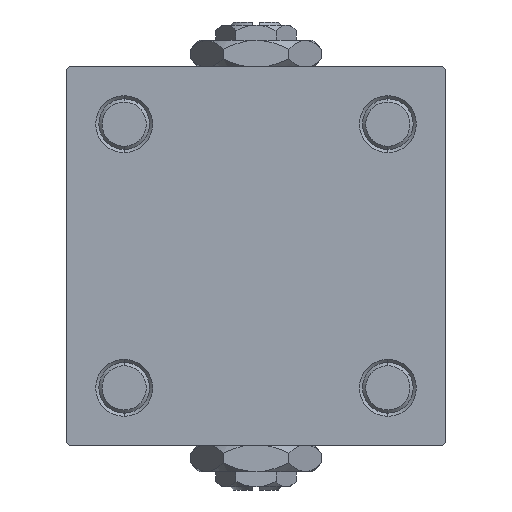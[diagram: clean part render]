
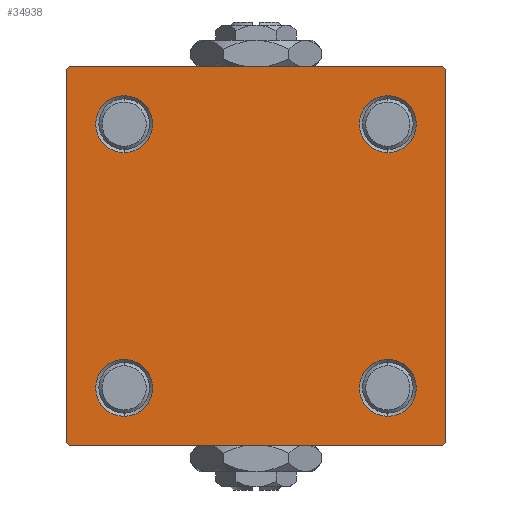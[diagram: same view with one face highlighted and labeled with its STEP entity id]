
A CAD part, left-side view. The second image highlights one B-rep face of the part: STEP entity #34938.
In plain terms, the highlighted planar face has unit normal (-1, 0, 0).
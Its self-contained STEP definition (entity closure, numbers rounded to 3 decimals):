
#968 = PLANE ( 'NONE',  #50113 ) ;
#1227 = CARTESIAN_POINT ( 'NONE',  ( 0., 0., 0. ) ) ;
#1495 = DIRECTION ( 'NONE',  ( 0., 0., 1. ) ) ;
#1496 = LINE ( 'NONE', #33385, #31753 ) ;
#1532 = ORIENTED_EDGE ( 'NONE', *, *, #21101, .T. ) ;
#1633 = CARTESIAN_POINT ( 'NONE',  ( 0., 29.75, 29.75 ) ) ;
#1754 = FACE_BOUND ( 'NONE', #30561, .T. ) ;
#2002 = DIRECTION ( 'NONE',  ( 0., 0., -1. ) ) ;
#2314 = ORIENTED_EDGE ( 'NONE', *, *, #37218, .T. ) ;
#2509 = AXIS2_PLACEMENT_3D ( 'NONE', #5183, #4932, #1495 ) ;
#2714 = DIRECTION ( 'NONE',  ( 1., 0., 0. ) ) ;
#3274 = CARTESIAN_POINT ( 'NONE',  ( 0., 20.85, 20.85 ) ) ;
#3795 = VERTEX_POINT ( 'NONE', #5272 ) ;
#4430 = CIRCLE ( 'NONE', #31344, 4.5 ) ;
#4932 = DIRECTION ( 'NONE',  ( 1., 0., 0. ) ) ;
#5081 = DIRECTION ( 'NONE',  ( 0., -1., 0. ) ) ;
#5177 = VECTOR ( 'NONE', #46617, 1000. ) ;
#5183 = CARTESIAN_POINT ( 'NONE',  ( 0., 20.85, 20.85 ) ) ;
#5272 = CARTESIAN_POINT ( 'NONE',  ( 0., -20.85, -25.35 ) ) ;
#5448 = FACE_BOUND ( 'NONE', #6334, .T. ) ;
#5741 = VERTEX_POINT ( 'NONE', #26127 ) ;
#6120 = CIRCLE ( 'NONE', #34730, 4.5 ) ;
#6334 = EDGE_LOOP ( 'NONE', ( #51124, #11511 ) ) ;
#6388 = EDGE_LOOP ( 'NONE', ( #22781, #1532, #39810, #40967, #42220, #44182, #30566, #7997 ) ) ;
#6974 = DIRECTION ( 'NONE',  ( 0., 0., 1. ) ) ;
#7325 = LINE ( 'NONE', #23422, #5177 ) ;
#7997 = ORIENTED_EDGE ( 'NONE', *, *, #40041, .T. ) ;
#8021 = VERTEX_POINT ( 'NONE', #12311 ) ;
#8421 = CARTESIAN_POINT ( 'NONE',  ( 0., 30., 29.5 ) ) ;
#8544 = CARTESIAN_POINT ( 'NONE',  ( 0., 20.85, 25.35 ) ) ;
#9675 = EDGE_CURVE ( 'NONE', #45265, #37948, #29072, .T. ) ;
#9695 = DIRECTION ( 'NONE',  ( 0., 0., 1. ) ) ;
#10413 = CARTESIAN_POINT ( 'NONE',  ( 0., 30., -29.5 ) ) ;
#11511 = ORIENTED_EDGE ( 'NONE', *, *, #38447, .T. ) ;
#11644 = LINE ( 'NONE', #32449, #42745 ) ;
#12311 = CARTESIAN_POINT ( 'NONE',  ( 0., -30., -29.5 ) ) ;
#12357 = DIRECTION ( 'NONE',  ( 0., -1., 0. ) ) ;
#12394 = DIRECTION ( 'NONE',  ( 0., 0., 1. ) ) ;
#12556 = VERTEX_POINT ( 'NONE', #13175 ) ;
#13175 = CARTESIAN_POINT ( 'NONE',  ( 0., 29.5, 30. ) ) ;
#13376 = FACE_OUTER_BOUND ( 'NONE', #6388, .T. ) ;
#13400 = DIRECTION ( 'NONE',  ( 1., 0., 0. ) ) ;
#13968 = VECTOR ( 'NONE', #5081, 1000. ) ;
#14434 = VERTEX_POINT ( 'NONE', #25469 ) ;
#14530 = DIRECTION ( 'NONE',  ( 1., 0., 0. ) ) ;
#16478 = AXIS2_PLACEMENT_3D ( 'NONE', #27018, #31222, #6974 ) ;
#16805 = CARTESIAN_POINT ( 'NONE',  ( 0., -20.85, -16.35 ) ) ;
#17705 = EDGE_CURVE ( 'NONE', #44530, #23367, #43740, .T. ) ;
#17831 = FACE_BOUND ( 'NONE', #26176, .T. ) ;
#17884 = CARTESIAN_POINT ( 'NONE',  ( 0., 29.5, -30. ) ) ;
#18003 = CARTESIAN_POINT ( 'NONE',  ( 0., -29.75, 29.75 ) ) ;
#18472 = DIRECTION ( 'NONE',  ( 0., 0., 1. ) ) ;
#18495 = DIRECTION ( 'NONE',  ( 0., 0., 1. ) ) ;
#18927 = VECTOR ( 'NONE', #12357, 1000. ) ;
#19024 = LINE ( 'NONE', #18003, #21742 ) ;
#19718 = LINE ( 'NONE', #35790, #51888 ) ;
#19908 = CIRCLE ( 'NONE', #46855, 4.5 ) ;
#20517 = LINE ( 'NONE', #44754, #18927 ) ;
#20694 = CARTESIAN_POINT ( 'NONE',  ( 0., 20.85, -16.35 ) ) ;
#21101 = EDGE_CURVE ( 'NONE', #43918, #45265, #7325, .T. ) ;
#21667 = DIRECTION ( 'NONE',  ( 1., 0., 0. ) ) ;
#21674 = AXIS2_PLACEMENT_3D ( 'NONE', #42788, #2714, #22773 ) ;
#21742 = VECTOR ( 'NONE', #34075, 1000. ) ;
#22203 = CARTESIAN_POINT ( 'NONE',  ( 0., 20.85, -20.85 ) ) ;
#22533 = VECTOR ( 'NONE', #46168, 1000. ) ;
#22773 = DIRECTION ( 'NONE',  ( 0., 0., 1. ) ) ;
#22781 = ORIENTED_EDGE ( 'NONE', *, *, #51218, .T. ) ;
#23104 = ORIENTED_EDGE ( 'NONE', *, *, #17705, .T. ) ;
#23367 = VERTEX_POINT ( 'NONE', #25940 ) ;
#23422 = CARTESIAN_POINT ( 'NONE',  ( 0., 29.75, -29.75 ) ) ;
#24383 = CARTESIAN_POINT ( 'NONE',  ( 0., -30., 29.5 ) ) ;
#24690 = EDGE_CURVE ( 'NONE', #47012, #5741, #4430, .T. ) ;
#24922 = EDGE_CURVE ( 'NONE', #14434, #39640, #6120, .T. ) ;
#24979 = FACE_BOUND ( 'NONE', #47018, .T. ) ;
#25469 = CARTESIAN_POINT ( 'NONE',  ( 0., 20.85, -25.35 ) ) ;
#25940 = CARTESIAN_POINT ( 'NONE',  ( 0., 20.85, 16.35 ) ) ;
#26127 = CARTESIAN_POINT ( 'NONE',  ( 0., -20.85, 16.35 ) ) ;
#26176 = EDGE_LOOP ( 'NONE', ( #41588, #28797 ) ) ;
#27018 = CARTESIAN_POINT ( 'NONE',  ( 0., -20.85, -20.85 ) ) ;
#27084 = CARTESIAN_POINT ( 'NONE',  ( 0., -29.5, -30. ) ) ;
#27093 = CARTESIAN_POINT ( 'NONE',  ( 0., -20.85, 25.35 ) ) ;
#27384 = CIRCLE ( 'NONE', #16478, 4.5 ) ;
#27432 = AXIS2_PLACEMENT_3D ( 'NONE', #3274, #35421, #30458 ) ;
#28229 = ORIENTED_EDGE ( 'NONE', *, *, #33128, .T. ) ;
#28519 = DIRECTION ( 'NONE',  ( 0., 0., -1. ) ) ;
#28797 = ORIENTED_EDGE ( 'NONE', *, *, #24922, .T. ) ;
#29072 = LINE ( 'NONE', #45148, #13968 ) ;
#30458 = DIRECTION ( 'NONE',  ( 0., 0., 1. ) ) ;
#30561 = EDGE_LOOP ( 'NONE', ( #31026, #28229 ) ) ;
#30566 = ORIENTED_EDGE ( 'NONE', *, *, #32969, .F. ) ;
#31026 = ORIENTED_EDGE ( 'NONE', *, *, #24690, .T. ) ;
#31196 = VERTEX_POINT ( 'NONE', #16805 ) ;
#31222 = DIRECTION ( 'NONE',  ( 1., 0., 0. ) ) ;
#31344 = AXIS2_PLACEMENT_3D ( 'NONE', #44270, #44793, #12394 ) ;
#31753 = VECTOR ( 'NONE', #2002, 1000. ) ;
#32449 = CARTESIAN_POINT ( 'NONE',  ( 0., 30., 30. ) ) ;
#32727 = CARTESIAN_POINT ( 'NONE',  ( 0., -29.5, 30. ) ) ;
#32969 = EDGE_CURVE ( 'NONE', #12556, #33555, #20517, .T. ) ;
#33128 = EDGE_CURVE ( 'NONE', #5741, #47012, #38288, .T. ) ;
#33385 = CARTESIAN_POINT ( 'NONE',  ( 0., -30., 30. ) ) ;
#33555 = VERTEX_POINT ( 'NONE', #32727 ) ;
#34075 = DIRECTION ( 'NONE',  ( 0., 0.707, 0.707 ) ) ;
#34730 = AXIS2_PLACEMENT_3D ( 'NONE', #22203, #14530, #18495 ) ;
#34912 = AXIS2_PLACEMENT_3D ( 'NONE', #42106, #13400, #9695 ) ;
#34938 = ADVANCED_FACE ( 'NONE', ( #1754, #5448, #17831, #24979, #13376 ), #968, .T. ) ;
#35421 = DIRECTION ( 'NONE',  ( 1., 0., 0. ) ) ;
#35790 = CARTESIAN_POINT ( 'NONE',  ( 0., -29.75, -29.75 ) ) ;
#36745 = CIRCLE ( 'NONE', #27432, 4.5 ) ;
#37218 = EDGE_CURVE ( 'NONE', #23367, #44530, #36745, .T. ) ;
#37438 = EDGE_CURVE ( 'NONE', #39640, #14434, #19908, .T. ) ;
#37948 = VERTEX_POINT ( 'NONE', #27084 ) ;
#38288 = CIRCLE ( 'NONE', #34912, 4.5 ) ;
#38447 = EDGE_CURVE ( 'NONE', #3795, #31196, #44377, .T. ) ;
#39344 = EDGE_CURVE ( 'NONE', #47203, #8021, #1496, .T. ) ;
#39640 = VERTEX_POINT ( 'NONE', #20694 ) ;
#39810 = ORIENTED_EDGE ( 'NONE', *, *, #9675, .T. ) ;
#40041 = EDGE_CURVE ( 'NONE', #12556, #52186, #49356, .T. ) ;
#40967 = ORIENTED_EDGE ( 'NONE', *, *, #47844, .T. ) ;
#41588 = ORIENTED_EDGE ( 'NONE', *, *, #37438, .T. ) ;
#42106 = CARTESIAN_POINT ( 'NONE',  ( 0., -20.85, 20.85 ) ) ;
#42220 = ORIENTED_EDGE ( 'NONE', *, *, #39344, .F. ) ;
#42745 = VECTOR ( 'NONE', #28519, 1000. ) ;
#42788 = CARTESIAN_POINT ( 'NONE',  ( 0., -20.85, -20.85 ) ) ;
#43186 = DIRECTION ( 'NONE',  ( 0., -0.707, 0.707 ) ) ;
#43740 = CIRCLE ( 'NONE', #2509, 4.5 ) ;
#43918 = VERTEX_POINT ( 'NONE', #10413 ) ;
#44182 = ORIENTED_EDGE ( 'NONE', *, *, #51134, .T. ) ;
#44270 = CARTESIAN_POINT ( 'NONE',  ( 0., -20.85, 20.85 ) ) ;
#44377 = CIRCLE ( 'NONE', #21674, 4.5 ) ;
#44530 = VERTEX_POINT ( 'NONE', #8544 ) ;
#44754 = CARTESIAN_POINT ( 'NONE',  ( 0., 30., 30. ) ) ;
#44793 = DIRECTION ( 'NONE',  ( 1., 0., 0. ) ) ;
#45000 = DIRECTION ( 'NONE',  ( -1., 0., 0. ) ) ;
#45148 = CARTESIAN_POINT ( 'NONE',  ( 0., 30., -30. ) ) ;
#45265 = VERTEX_POINT ( 'NONE', #17884 ) ;
#45319 = EDGE_CURVE ( 'NONE', #31196, #3795, #27384, .T. ) ;
#46168 = DIRECTION ( 'NONE',  ( 0., 0.707, -0.707 ) ) ;
#46405 = CARTESIAN_POINT ( 'NONE',  ( 0., 20.85, -20.85 ) ) ;
#46617 = DIRECTION ( 'NONE',  ( 0., -0.707, -0.707 ) ) ;
#46855 = AXIS2_PLACEMENT_3D ( 'NONE', #46405, #21667, #18472 ) ;
#47012 = VERTEX_POINT ( 'NONE', #27093 ) ;
#47018 = EDGE_LOOP ( 'NONE', ( #23104, #2314 ) ) ;
#47203 = VERTEX_POINT ( 'NONE', #24383 ) ;
#47844 = EDGE_CURVE ( 'NONE', #37948, #8021, #19718, .T. ) ;
#49356 = LINE ( 'NONE', #1633, #22533 ) ;
#49993 = DIRECTION ( 'NONE',  ( 0., 0., 1. ) ) ;
#50113 = AXIS2_PLACEMENT_3D ( 'NONE', #1227, #45000, #49993 ) ;
#51124 = ORIENTED_EDGE ( 'NONE', *, *, #45319, .T. ) ;
#51134 = EDGE_CURVE ( 'NONE', #47203, #33555, #19024, .T. ) ;
#51218 = EDGE_CURVE ( 'NONE', #52186, #43918, #11644, .T. ) ;
#51888 = VECTOR ( 'NONE', #43186, 1000. ) ;
#52186 = VERTEX_POINT ( 'NONE', #8421 ) ;
